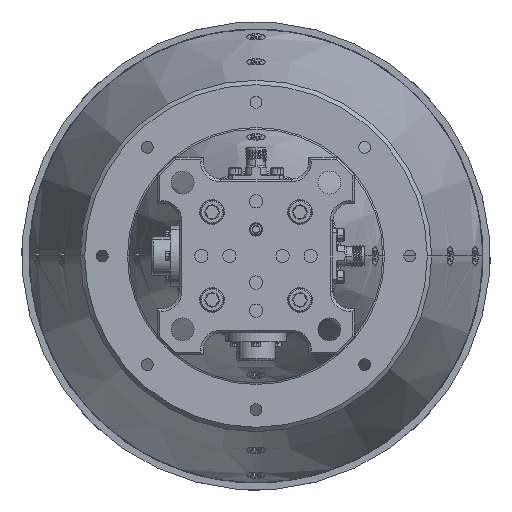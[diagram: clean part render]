
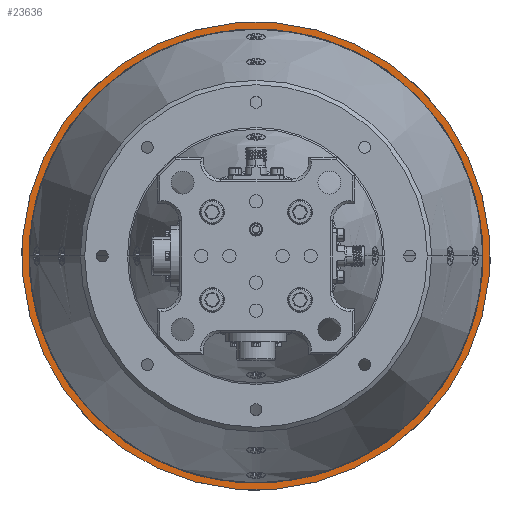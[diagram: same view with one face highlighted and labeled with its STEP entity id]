
A CAD part, front view. The second image highlights one B-rep face of the part: STEP entity #23636.
In plain terms, the highlighted planar face has unit normal (0, -1, 0).
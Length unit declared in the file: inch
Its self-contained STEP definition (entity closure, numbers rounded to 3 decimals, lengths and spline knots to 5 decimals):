
#1523 = EDGE_CURVE ( 'NONE', #6105, #30851, #6521, .T. ) ;
#2017 = CARTESIAN_POINT ( 'NONE',  ( 0., 5.40409, 0. ) ) ;
#5900 = DIRECTION ( 'NONE',  ( 0., -1., 0. ) ) ;
#6105 = VERTEX_POINT ( 'NONE', #50251 ) ;
#6521 = CIRCLE ( 'NONE', #56407, 2.66374 ) ;
#8997 = CIRCLE ( 'NONE', #53734, 2.585 ) ;
#11180 = EDGE_LOOP ( 'NONE', ( #43852, #38673 ) ) ;
#12635 = DIRECTION ( 'NONE',  ( 0., -1., 0. ) ) ;
#16790 = CIRCLE ( 'NONE', #59482, 2.585 ) ;
#17871 = DIRECTION ( 'NONE',  ( -0.707, 0., -0.707 ) ) ;
#18951 = DIRECTION ( 'NONE',  ( 0., -1., 0. ) ) ;
#19456 = VERTEX_POINT ( 'NONE', #38375 ) ;
#19611 = EDGE_LOOP ( 'NONE', ( #41363, #43138 ) ) ;
#21273 = VERTEX_POINT ( 'NONE', #51502 ) ;
#21837 = DIRECTION ( 'NONE',  ( -0.707, 0., -0.707 ) ) ;
#23636 = ADVANCED_FACE ( 'NONE', ( #40405, #45616 ), #35572, .T. ) ;
#24785 = CARTESIAN_POINT ( 'NONE',  ( 0., 5.40409, 0. ) ) ;
#25687 = EDGE_CURVE ( 'NONE', #19456, #21273, #16790, .T. ) ;
#30851 = VERTEX_POINT ( 'NONE', #34121 ) ;
#34121 = CARTESIAN_POINT ( 'NONE',  ( -1.88355, 5.40409, -1.88355 ) ) ;
#35572 = PLANE ( 'NONE',  #54145 ) ;
#38375 = CARTESIAN_POINT ( 'NONE',  ( 1.82787, 5.40409, 1.82787 ) ) ;
#38673 = ORIENTED_EDGE ( 'NONE', *, *, #54948, .T. ) ;
#39154 = DIRECTION ( 'NONE',  ( -0.707, 0., -0.707 ) ) ;
#40405 = FACE_BOUND ( 'NONE', #19611, .T. ) ;
#40733 = CARTESIAN_POINT ( 'NONE',  ( 0., 5.40409, 0. ) ) ;
#41363 = ORIENTED_EDGE ( 'NONE', *, *, #48649, .F. ) ;
#43138 = ORIENTED_EDGE ( 'NONE', *, *, #25687, .F. ) ;
#43852 = ORIENTED_EDGE ( 'NONE', *, *, #1523, .T. ) ;
#45599 = DIRECTION ( 'NONE',  ( -0.707, 0., -0.707 ) ) ;
#45616 = FACE_OUTER_BOUND ( 'NONE', #11180, .T. ) ;
#46585 = DIRECTION ( 'NONE',  ( 0., -1., 0. ) ) ;
#46858 = CARTESIAN_POINT ( 'NONE',  ( 0., 5.40409, 0. ) ) ;
#48649 = EDGE_CURVE ( 'NONE', #21273, #19456, #8997, .T. ) ;
#50251 = CARTESIAN_POINT ( 'NONE',  ( 1.88355, 5.40409, 1.88355 ) ) ;
#51502 = CARTESIAN_POINT ( 'NONE',  ( -1.82787, 5.40409, -1.82787 ) ) ;
#53734 = AXIS2_PLACEMENT_3D ( 'NONE', #2017, #46585, #21837 ) ;
#54145 = AXIS2_PLACEMENT_3D ( 'NONE', #40733, #60613, #55405 ) ;
#54385 = CIRCLE ( 'NONE', #59587, 2.66374 ) ;
#54948 = EDGE_CURVE ( 'NONE', #30851, #6105, #54385, .T. ) ;
#55405 = DIRECTION ( 'NONE',  ( -0.707, 0., -0.707 ) ) ;
#56407 = AXIS2_PLACEMENT_3D ( 'NONE', #63594, #18951, #39154 ) ;
#59482 = AXIS2_PLACEMENT_3D ( 'NONE', #24785, #5900, #45599 ) ;
#59587 = AXIS2_PLACEMENT_3D ( 'NONE', #46858, #12635, #17871 ) ;
#60613 = DIRECTION ( 'NONE',  ( 0., -1., 0. ) ) ;
#63594 = CARTESIAN_POINT ( 'NONE',  ( 0., 5.40409, 0. ) ) ;
